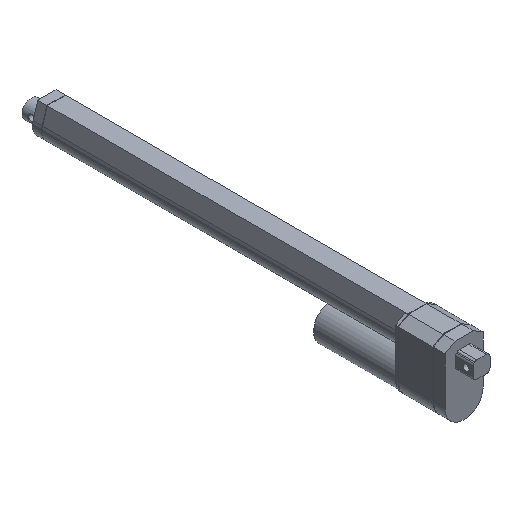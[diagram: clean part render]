
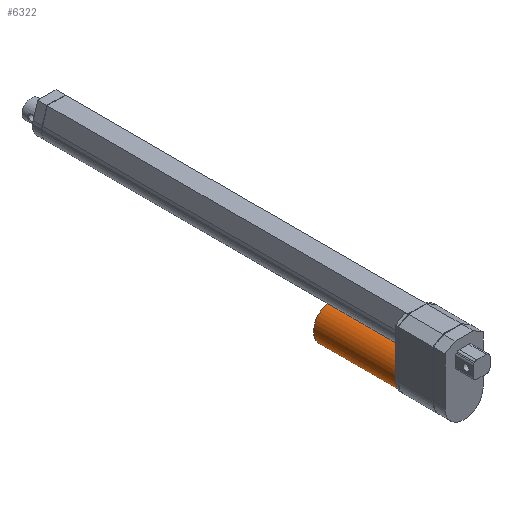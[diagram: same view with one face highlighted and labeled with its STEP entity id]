
A CAD part, isometric view. The second image highlights one B-rep face of the part: STEP entity #6322.
In plain terms, the highlighted cylindrical face has radius 19.05 mm (diameter 38.1 mm), a full revolution.
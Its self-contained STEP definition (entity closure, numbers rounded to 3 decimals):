
#5633 = PLANE('',#5634);
#5634 = AXIS2_PLACEMENT_3D('',#5635,#5636,#5637);
#5635 = CARTESIAN_POINT('',(0.,52.832,-18.161));
#5636 = DIRECTION('',(0.,1.,0.));
#5637 = DIRECTION('',(0.,0.,1.));
#5899 = EDGE_CURVE('',#5900,#5900,#5902,.T.);
#5900 = VERTEX_POINT('',#5901);
#5901 = CARTESIAN_POINT('',(19.05,52.832,-18.161));
#5902 = SURFACE_CURVE('',#5903,(#5908,#5915),.PCURVE_S1.);
#5903 = CIRCLE('',#5904,19.05);
#5904 = AXIS2_PLACEMENT_3D('',#5905,#5906,#5907);
#5905 = CARTESIAN_POINT('',(0.,52.832,-18.161));
#5906 = DIRECTION('',(0.,1.,0.));
#5907 = DIRECTION('',(-1.,0.,0.));
#5908 = PCURVE('',#5633,#5909);
#5909 = DEFINITIONAL_REPRESENTATION('',(#5910),#5914);
#5910 = CIRCLE('',#5911,19.05);
#5911 = AXIS2_PLACEMENT_2D('',#5912,#5913);
#5912 = CARTESIAN_POINT('',(0.,0.));
#5913 = DIRECTION('',(0.,-1.));
#5914 = ( GEOMETRIC_REPRESENTATION_CONTEXT(2) 
PARAMETRIC_REPRESENTATION_CONTEXT() REPRESENTATION_CONTEXT('2D SPACE',''
  ) );
#5915 = PCURVE('',#5916,#5921);
#5916 = CYLINDRICAL_SURFACE('',#5917,19.05);
#5917 = AXIS2_PLACEMENT_3D('',#5918,#5919,#5920);
#5918 = CARTESIAN_POINT('',(0.,52.07,-18.161));
#5919 = DIRECTION('',(0.,1.,0.));
#5920 = DIRECTION('',(-1.,0.,0.));
#5921 = DEFINITIONAL_REPRESENTATION('',(#5922),#5948);
#5922 = B_SPLINE_CURVE_WITH_KNOTS('',3,(#5923,#5924,#5925,#5926,#5927,
    #5928,#5929,#5930,#5931,#5932,#5933,#5934,#5935,#5936,#5937,#5938,
    #5939,#5940,#5941,#5942,#5943,#5944,#5945,#5946,#5947),
  .UNSPECIFIED.,.F.,.F.,(4,1,1,1,1,1,1,1,1,1,1,1,1,1,1,1,1,1,1,1,1,1,4),
  (3.142,3.427,3.713,3.998,
    4.284,4.57,4.855,5.141,
    5.426,5.712,5.998,6.283,
    6.569,6.854,7.14,7.426,
    7.711,7.997,8.282,8.568,
    8.854,9.139,9.425),.UNSPECIFIED.);
#5923 = CARTESIAN_POINT('',(3.142,0.762));
#5924 = CARTESIAN_POINT('',(3.237,0.762));
#5925 = CARTESIAN_POINT('',(3.427,0.762));
#5926 = CARTESIAN_POINT('',(3.713,0.762));
#5927 = CARTESIAN_POINT('',(3.998,0.762));
#5928 = CARTESIAN_POINT('',(4.284,0.762));
#5929 = CARTESIAN_POINT('',(4.57,0.762));
#5930 = CARTESIAN_POINT('',(4.855,0.762));
#5931 = CARTESIAN_POINT('',(5.141,0.762));
#5932 = CARTESIAN_POINT('',(5.426,0.762));
#5933 = CARTESIAN_POINT('',(5.712,0.762));
#5934 = CARTESIAN_POINT('',(5.998,0.762));
#5935 = CARTESIAN_POINT('',(6.283,0.762));
#5936 = CARTESIAN_POINT('',(6.569,0.762));
#5937 = CARTESIAN_POINT('',(6.854,0.762));
#5938 = CARTESIAN_POINT('',(7.14,0.762));
#5939 = CARTESIAN_POINT('',(7.426,0.762));
#5940 = CARTESIAN_POINT('',(7.711,0.762));
#5941 = CARTESIAN_POINT('',(7.997,0.762));
#5942 = CARTESIAN_POINT('',(8.282,0.762));
#5943 = CARTESIAN_POINT('',(8.568,0.762));
#5944 = CARTESIAN_POINT('',(8.854,0.762));
#5945 = CARTESIAN_POINT('',(9.139,0.762));
#5946 = CARTESIAN_POINT('',(9.33,0.762));
#5947 = CARTESIAN_POINT('',(9.425,0.762));
#5948 = ( GEOMETRIC_REPRESENTATION_CONTEXT(2) 
PARAMETRIC_REPRESENTATION_CONTEXT() REPRESENTATION_CONTEXT('2D SPACE',''
  ) );
#6322 = ADVANCED_FACE('',(#6323),#5916,.T.);
#6323 = FACE_BOUND('',#6324,.T.);
#6324 = EDGE_LOOP('',(#6325,#6380,#6400,#6401));
#6325 = ORIENTED_EDGE('',*,*,#6326,.T.);
#6326 = EDGE_CURVE('',#6327,#6327,#6329,.T.);
#6327 = VERTEX_POINT('',#6328);
#6328 = CARTESIAN_POINT('',(19.05,138.938,-18.161));
#6329 = SURFACE_CURVE('',#6330,(#6335,#6364),.PCURVE_S1.);
#6330 = CIRCLE('',#6331,19.05);
#6331 = AXIS2_PLACEMENT_3D('',#6332,#6333,#6334);
#6332 = CARTESIAN_POINT('',(0.,138.938,-18.161));
#6333 = DIRECTION('',(0.,-1.,0.));
#6334 = DIRECTION('',(-1.,0.,0.));
#6335 = PCURVE('',#5916,#6336);
#6336 = DEFINITIONAL_REPRESENTATION('',(#6337),#6363);
#6337 = B_SPLINE_CURVE_WITH_KNOTS('',3,(#6338,#6339,#6340,#6341,#6342,
    #6343,#6344,#6345,#6346,#6347,#6348,#6349,#6350,#6351,#6352,#6353,
    #6354,#6355,#6356,#6357,#6358,#6359,#6360,#6361,#6362),
  .UNSPECIFIED.,.F.,.F.,(4,1,1,1,1,1,1,1,1,1,1,1,1,1,1,1,1,1,1,1,1,1,4),
  (3.142,3.427,3.713,3.998,
    4.284,4.57,4.855,5.141,
    5.426,5.712,5.998,6.283,
    6.569,6.854,7.14,7.426,
    7.711,7.997,8.282,8.568,
    8.854,9.139,9.425),.UNSPECIFIED.);
#6338 = CARTESIAN_POINT('',(9.425,86.868));
#6339 = CARTESIAN_POINT('',(9.33,86.868));
#6340 = CARTESIAN_POINT('',(9.139,86.868));
#6341 = CARTESIAN_POINT('',(8.854,86.868));
#6342 = CARTESIAN_POINT('',(8.568,86.868));
#6343 = CARTESIAN_POINT('',(8.282,86.868));
#6344 = CARTESIAN_POINT('',(7.997,86.868));
#6345 = CARTESIAN_POINT('',(7.711,86.868));
#6346 = CARTESIAN_POINT('',(7.426,86.868));
#6347 = CARTESIAN_POINT('',(7.14,86.868));
#6348 = CARTESIAN_POINT('',(6.854,86.868));
#6349 = CARTESIAN_POINT('',(6.569,86.868));
#6350 = CARTESIAN_POINT('',(6.283,86.868));
#6351 = CARTESIAN_POINT('',(5.998,86.868));
#6352 = CARTESIAN_POINT('',(5.712,86.868));
#6353 = CARTESIAN_POINT('',(5.426,86.868));
#6354 = CARTESIAN_POINT('',(5.141,86.868));
#6355 = CARTESIAN_POINT('',(4.855,86.868));
#6356 = CARTESIAN_POINT('',(4.57,86.868));
#6357 = CARTESIAN_POINT('',(4.284,86.868));
#6358 = CARTESIAN_POINT('',(3.998,86.868));
#6359 = CARTESIAN_POINT('',(3.713,86.868));
#6360 = CARTESIAN_POINT('',(3.427,86.868));
#6361 = CARTESIAN_POINT('',(3.237,86.868));
#6362 = CARTESIAN_POINT('',(3.142,86.868));
#6363 = ( GEOMETRIC_REPRESENTATION_CONTEXT(2) 
PARAMETRIC_REPRESENTATION_CONTEXT() REPRESENTATION_CONTEXT('2D SPACE',''
  ) );
#6364 = PCURVE('',#6365,#6370);
#6365 = PLANE('',#6366);
#6366 = AXIS2_PLACEMENT_3D('',#6367,#6368,#6369);
#6367 = CARTESIAN_POINT('',(0.,138.938,-18.161));
#6368 = DIRECTION('',(0.,1.,0.));
#6369 = DIRECTION('',(0.,0.,1.));
#6370 = DEFINITIONAL_REPRESENTATION('',(#6371),#6379);
#6371 = ( BOUNDED_CURVE() B_SPLINE_CURVE(2,(#6372,#6373,#6374,#6375,
#6376,#6377,#6378),.UNSPECIFIED.,.T.,.F.) B_SPLINE_CURVE_WITH_KNOTS((1,2
    ,2,2,2,1),(-2.094,0.,2.094,4.189,
6.283,8.378),.UNSPECIFIED.) CURVE() 
GEOMETRIC_REPRESENTATION_ITEM() RATIONAL_B_SPLINE_CURVE((1.,0.5,1.,0.5,
1.,0.5,1.)) REPRESENTATION_ITEM('') );
#6372 = CARTESIAN_POINT('',(0.,-19.05));
#6373 = CARTESIAN_POINT('',(-32.996,-19.05));
#6374 = CARTESIAN_POINT('',(-16.498,9.525));
#6375 = CARTESIAN_POINT('',(0.,38.1));
#6376 = CARTESIAN_POINT('',(16.498,9.525));
#6377 = CARTESIAN_POINT('',(32.996,-19.05));
#6378 = CARTESIAN_POINT('',(0.,-19.05));
#6379 = ( GEOMETRIC_REPRESENTATION_CONTEXT(2) 
PARAMETRIC_REPRESENTATION_CONTEXT() REPRESENTATION_CONTEXT('2D SPACE',''
  ) );
#6380 = ORIENTED_EDGE('',*,*,#6381,.F.);
#6381 = EDGE_CURVE('',#5900,#6327,#6382,.T.);
#6382 = SEAM_CURVE('',#6383,(#6386,#6393),.PCURVE_S1.);
#6383 = B_SPLINE_CURVE_WITH_KNOTS('',1,(#6384,#6385),.UNSPECIFIED.,.F.,
  .F.,(2,2),(0.762,86.868),.PIECEWISE_BEZIER_KNOTS.);
#6384 = CARTESIAN_POINT('',(19.05,52.832,-18.161));
#6385 = CARTESIAN_POINT('',(19.05,138.938,-18.161));
#6386 = PCURVE('',#5916,#6387);
#6387 = DEFINITIONAL_REPRESENTATION('',(#6388),#6392);
#6388 = LINE('',#6389,#6390);
#6389 = CARTESIAN_POINT('',(3.142,0.));
#6390 = VECTOR('',#6391,1.);
#6391 = DIRECTION('',(0.,1.));
#6392 = ( GEOMETRIC_REPRESENTATION_CONTEXT(2) 
PARAMETRIC_REPRESENTATION_CONTEXT() REPRESENTATION_CONTEXT('2D SPACE',''
  ) );
#6393 = PCURVE('',#5916,#6394);
#6394 = DEFINITIONAL_REPRESENTATION('',(#6395),#6399);
#6395 = LINE('',#6396,#6397);
#6396 = CARTESIAN_POINT('',(9.425,0.));
#6397 = VECTOR('',#6398,1.);
#6398 = DIRECTION('',(0.,1.));
#6399 = ( GEOMETRIC_REPRESENTATION_CONTEXT(2) 
PARAMETRIC_REPRESENTATION_CONTEXT() REPRESENTATION_CONTEXT('2D SPACE',''
  ) );
#6400 = ORIENTED_EDGE('',*,*,#5899,.T.);
#6401 = ORIENTED_EDGE('',*,*,#6381,.T.);
